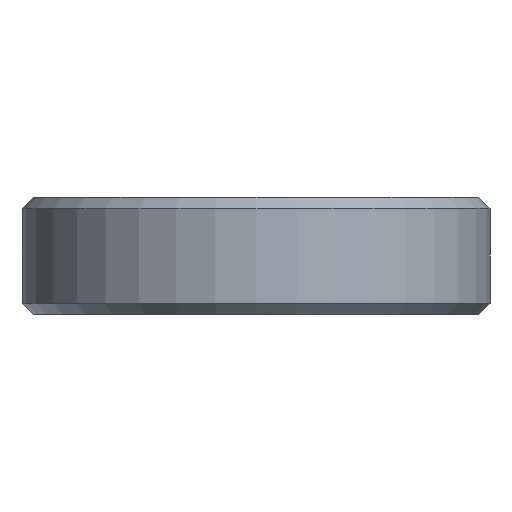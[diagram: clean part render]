
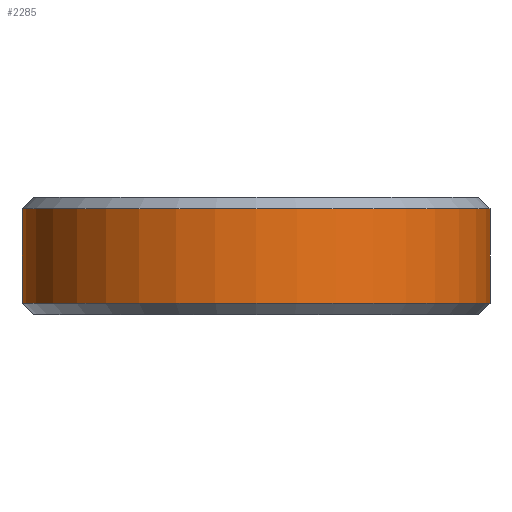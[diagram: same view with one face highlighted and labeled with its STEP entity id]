
A CAD part, left-side view. The second image highlights one B-rep face of the part: STEP entity #2285.
In plain terms, the highlighted cylindrical face has radius 6.25 mm (diameter 12.5 mm), a partial arc.
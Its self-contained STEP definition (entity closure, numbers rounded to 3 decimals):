
#144 = VERTEX_POINT('',#145);
#145 = CARTESIAN_POINT('',(0.,-6.25,0.3));
#161 = CONICAL_SURFACE('',#162,6.25,0.785);
#162 = AXIS2_PLACEMENT_3D('',#163,#164,#165);
#163 = CARTESIAN_POINT('',(0.,0.,0.3));
#164 = DIRECTION('',(0.,0.,1.));
#165 = DIRECTION('',(0.,1.,0.));
#187 = PLANE('',#188);
#188 = AXIS2_PLACEMENT_3D('',#189,#190,#191);
#189 = CARTESIAN_POINT('',(225.,-6.25,0.));
#190 = DIRECTION('',(0.,-1.,0.));
#191 = DIRECTION('',(-1.,0.,0.));
#290 = PLANE('',#291);
#291 = AXIS2_PLACEMENT_3D('',#292,#293,#294);
#292 = CARTESIAN_POINT('',(225.,6.25,0.));
#293 = DIRECTION('',(0.,-1.,0.));
#294 = DIRECTION('',(-1.,0.,0.));
#1134 = VERTEX_POINT('',#1135);
#1135 = CARTESIAN_POINT('',(0.,6.25,0.3));
#1182 = EDGE_CURVE('',#1134,#144,#1183,.T.);
#1183 = SURFACE_CURVE('',#1184,(#1189,#1196),.PCURVE_S1.);
#1184 = CIRCLE('',#1185,6.25);
#1185 = AXIS2_PLACEMENT_3D('',#1186,#1187,#1188);
#1186 = CARTESIAN_POINT('',(0.,0.,0.3));
#1187 = DIRECTION('',(0.,-0.,1.));
#1188 = DIRECTION('',(0.,1.,0.));
#1189 = PCURVE('',#161,#1190);
#1190 = DEFINITIONAL_REPRESENTATION('',(#1191),#1195);
#1191 = LINE('',#1192,#1193);
#1192 = CARTESIAN_POINT('',(0.,-0.));
#1193 = VECTOR('',#1194,1.);
#1194 = DIRECTION('',(1.,-0.));
#1195 = ( GEOMETRIC_REPRESENTATION_CONTEXT(2) 
PARAMETRIC_REPRESENTATION_CONTEXT() REPRESENTATION_CONTEXT('2D SPACE',''
  ) );
#1196 = PCURVE('',#1197,#1202);
#1197 = CYLINDRICAL_SURFACE('',#1198,6.25);
#1198 = AXIS2_PLACEMENT_3D('',#1199,#1200,#1201);
#1199 = CARTESIAN_POINT('',(0.,0.,0.));
#1200 = DIRECTION('',(-0.,-0.,-1.));
#1201 = DIRECTION('',(1.,0.,0.));
#1202 = DEFINITIONAL_REPRESENTATION('',(#1203),#1207);
#1203 = LINE('',#1204,#1205);
#1204 = CARTESIAN_POINT('',(-1.571,-0.3));
#1205 = VECTOR('',#1206,1.);
#1206 = DIRECTION('',(-1.,0.));
#1207 = ( GEOMETRIC_REPRESENTATION_CONTEXT(2) 
PARAMETRIC_REPRESENTATION_CONTEXT() REPRESENTATION_CONTEXT('2D SPACE',''
  ) );
#1216 = VERTEX_POINT('',#1217);
#1217 = CARTESIAN_POINT('',(0.,-6.25,2.825));
#1243 = EDGE_CURVE('',#144,#1216,#1244,.T.);
#1244 = SURFACE_CURVE('',#1245,(#1249,#1256),.PCURVE_S1.);
#1245 = LINE('',#1246,#1247);
#1246 = CARTESIAN_POINT('',(0.,-6.25,0.));
#1247 = VECTOR('',#1248,1.);
#1248 = DIRECTION('',(0.,0.,1.));
#1249 = PCURVE('',#187,#1250);
#1250 = DEFINITIONAL_REPRESENTATION('',(#1251),#1255);
#1251 = LINE('',#1252,#1253);
#1252 = CARTESIAN_POINT('',(225.,0.));
#1253 = VECTOR('',#1254,1.);
#1254 = DIRECTION('',(0.,-1.));
#1255 = ( GEOMETRIC_REPRESENTATION_CONTEXT(2) 
PARAMETRIC_REPRESENTATION_CONTEXT() REPRESENTATION_CONTEXT('2D SPACE',''
  ) );
#1256 = PCURVE('',#1197,#1257);
#1257 = DEFINITIONAL_REPRESENTATION('',(#1258),#1262);
#1258 = LINE('',#1259,#1260);
#1259 = CARTESIAN_POINT('',(-4.712,0.));
#1260 = VECTOR('',#1261,1.);
#1261 = DIRECTION('',(-0.,-1.));
#1262 = ( GEOMETRIC_REPRESENTATION_CONTEXT(2) 
PARAMETRIC_REPRESENTATION_CONTEXT() REPRESENTATION_CONTEXT('2D SPACE',''
  ) );
#1352 = VERTEX_POINT('',#1353);
#1353 = CARTESIAN_POINT('',(0.,6.25,2.825));
#1374 = EDGE_CURVE('',#1134,#1352,#1375,.T.);
#1375 = SURFACE_CURVE('',#1376,(#1380,#1387),.PCURVE_S1.);
#1376 = LINE('',#1377,#1378);
#1377 = CARTESIAN_POINT('',(0.,6.25,0.));
#1378 = VECTOR('',#1379,1.);
#1379 = DIRECTION('',(0.,0.,1.));
#1380 = PCURVE('',#290,#1381);
#1381 = DEFINITIONAL_REPRESENTATION('',(#1382),#1386);
#1382 = LINE('',#1383,#1384);
#1383 = CARTESIAN_POINT('',(225.,0.));
#1384 = VECTOR('',#1385,1.);
#1385 = DIRECTION('',(0.,-1.));
#1386 = ( GEOMETRIC_REPRESENTATION_CONTEXT(2) 
PARAMETRIC_REPRESENTATION_CONTEXT() REPRESENTATION_CONTEXT('2D SPACE',''
  ) );
#1387 = PCURVE('',#1197,#1388);
#1388 = DEFINITIONAL_REPRESENTATION('',(#1389),#1393);
#1389 = LINE('',#1390,#1391);
#1390 = CARTESIAN_POINT('',(-1.571,0.));
#1391 = VECTOR('',#1392,1.);
#1392 = DIRECTION('',(-0.,-1.));
#1393 = ( GEOMETRIC_REPRESENTATION_CONTEXT(2) 
PARAMETRIC_REPRESENTATION_CONTEXT() REPRESENTATION_CONTEXT('2D SPACE',''
  ) );
#2285 = ADVANCED_FACE('',(#2286),#1197,.T.);
#2286 = FACE_BOUND('',#2287,.F.);
#2287 = EDGE_LOOP('',(#2288,#2289,#2316,#2317));
#2288 = ORIENTED_EDGE('',*,*,#1374,.T.);
#2289 = ORIENTED_EDGE('',*,*,#2290,.T.);
#2290 = EDGE_CURVE('',#1352,#1216,#2291,.T.);
#2291 = SURFACE_CURVE('',#2292,(#2297,#2304),.PCURVE_S1.);
#2292 = CIRCLE('',#2293,6.25);
#2293 = AXIS2_PLACEMENT_3D('',#2294,#2295,#2296);
#2294 = CARTESIAN_POINT('',(0.,0.,2.825));
#2295 = DIRECTION('',(0.,-0.,1.));
#2296 = DIRECTION('',(0.,1.,0.));
#2297 = PCURVE('',#1197,#2298);
#2298 = DEFINITIONAL_REPRESENTATION('',(#2299),#2303);
#2299 = LINE('',#2300,#2301);
#2300 = CARTESIAN_POINT('',(-1.571,-2.825));
#2301 = VECTOR('',#2302,1.);
#2302 = DIRECTION('',(-1.,0.));
#2303 = ( GEOMETRIC_REPRESENTATION_CONTEXT(2) 
PARAMETRIC_REPRESENTATION_CONTEXT() REPRESENTATION_CONTEXT('2D SPACE',''
  ) );
#2304 = PCURVE('',#2305,#2310);
#2305 = CONICAL_SURFACE('',#2306,6.25,0.785);
#2306 = AXIS2_PLACEMENT_3D('',#2307,#2308,#2309);
#2307 = CARTESIAN_POINT('',(0.,0.,2.825));
#2308 = DIRECTION('',(-0.,-0.,-1.));
#2309 = DIRECTION('',(0.,1.,0.));
#2310 = DEFINITIONAL_REPRESENTATION('',(#2311),#2315);
#2311 = LINE('',#2312,#2313);
#2312 = CARTESIAN_POINT('',(-0.,-0.));
#2313 = VECTOR('',#2314,1.);
#2314 = DIRECTION('',(-1.,-0.));
#2315 = ( GEOMETRIC_REPRESENTATION_CONTEXT(2) 
PARAMETRIC_REPRESENTATION_CONTEXT() REPRESENTATION_CONTEXT('2D SPACE',''
  ) );
#2316 = ORIENTED_EDGE('',*,*,#1243,.F.);
#2317 = ORIENTED_EDGE('',*,*,#1182,.F.);
